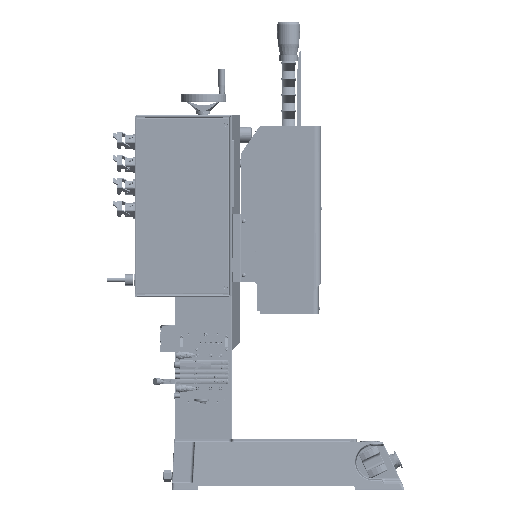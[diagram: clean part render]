
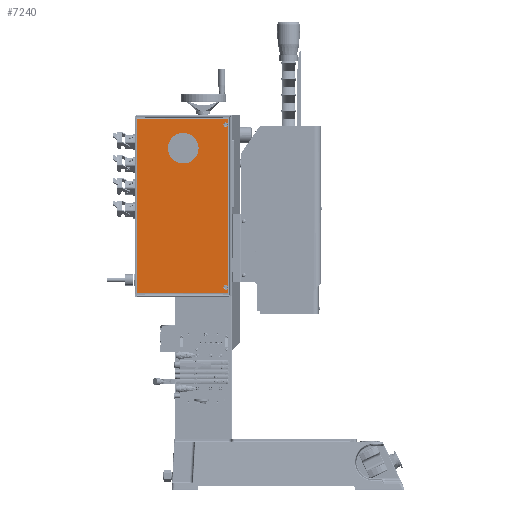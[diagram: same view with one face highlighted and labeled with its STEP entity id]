
A CAD part, left-side view. The second image highlights one B-rep face of the part: STEP entity #7240.
In plain terms, the highlighted planar face has unit normal (-1, 0, 0).
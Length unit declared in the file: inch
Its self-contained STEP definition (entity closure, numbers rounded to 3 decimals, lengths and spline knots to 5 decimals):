
#6331=CARTESIAN_POINT('',(-10.0,7.03766,9.06675));
#6332=VERTEX_POINT('',#6331);
#6339=CARTESIAN_POINT('',(-10.0,7.03625,9.06675));
#6340=VERTEX_POINT('',#6339);
#6341=CARTESIAN_POINT('',(-10.0,15.54946,9.06675));
#6342=DIRECTION('',(-0.0,-1.0,0.0));
#6343=VECTOR('',#6342,1.0);
#6344=LINE('',#6341,#6343);
#6345=EDGE_CURVE('',#6332,#6340,#6344,.T.);
#6409=CARTESIAN_POINT('',(-10.0,15.04575,9.06675));
#6410=VERTEX_POINT('',#6409);
#6420=CARTESIAN_POINT('',(-10.0,15.52946,9.06675));
#6421=DIRECTION('',(-0.0,-1.0,0.0));
#6422=VECTOR('',#6421,1.0);
#6423=LINE('',#6420,#6422);
#6424=EDGE_CURVE('',#6410,#6332,#6423,.T.);
#6517=CARTESIAN_POINT('',(-10.0,7.03625,-6.31034));
#6518=VERTEX_POINT('',#6517);
#6525=CARTESIAN_POINT('',(-10.0,7.03625,-6.31175));
#6526=VERTEX_POINT('',#6525);
#6527=CARTESIAN_POINT('',(-10.0,7.03625,23.72693));
#6528=DIRECTION('',(0.0,0.0,-1.0));
#6529=VECTOR('',#6528,1.0);
#6530=LINE('',#6527,#6529);
#6531=EDGE_CURVE('',#6518,#6526,#6530,.T.);
#6555=CARTESIAN_POINT('',(-10.0,7.03625,9.06534));
#6556=VERTEX_POINT('',#6555);
#6572=CARTESIAN_POINT('',(-10.0,7.03625,17.68693));
#6573=DIRECTION('',(0.0,0.0,-1.0));
#6574=VECTOR('',#6573,1.0);
#6575=LINE('',#6572,#6574);
#6576=EDGE_CURVE('',#6340,#6556,#6575,.T.);
#6603=CARTESIAN_POINT('',(-10.0,7.03625,17.70693));
#6604=DIRECTION('',(0.0,0.0,-1.0));
#6605=VECTOR('',#6604,1.0);
#6606=LINE('',#6603,#6605);
#6607=EDGE_CURVE('',#6556,#6518,#6606,.T.);
#6784=CARTESIAN_POINT('',(-10.0,7.03766,-6.31175));
#6785=VERTEX_POINT('',#6784);
#6801=CARTESIAN_POINT('',(-10.0,15.54946,-6.31175));
#6802=DIRECTION('',(0.0,1.0,0.0));
#6803=VECTOR('',#6802,1.0);
#6804=LINE('',#6801,#6803);
#6805=EDGE_CURVE('',#6526,#6785,#6804,.T.);
#6841=CARTESIAN_POINT('',(-10.0,15.04575,-6.31175));
#6842=VERTEX_POINT('',#6841);
#6843=CARTESIAN_POINT('',(-10.0,15.52946,-6.31175));
#6844=DIRECTION('',(0.0,1.0,0.0));
#6845=VECTOR('',#6844,1.0);
#6846=LINE('',#6843,#6845);
#6847=EDGE_CURVE('',#6785,#6842,#6846,.T.);
#7066=CARTESIAN_POINT('',(-10.0,15.04575,-11.18742));
#7067=DIRECTION('',(0.0,0.0,1.0));
#7068=VECTOR('',#7067,1.0);
#7069=LINE('',#7066,#7068);
#7070=EDGE_CURVE('',#6842,#6410,#7069,.T.);
#7203=ORIENTED_EDGE('',*,*,#7070,.F.);
#7204=ORIENTED_EDGE('',*,*,#6847,.F.);
#7205=ORIENTED_EDGE('',*,*,#6805,.F.);
#7206=ORIENTED_EDGE('',*,*,#6531,.F.);
#7207=ORIENTED_EDGE('',*,*,#6607,.F.);
#7208=ORIENTED_EDGE('',*,*,#6576,.F.);
#7209=ORIENTED_EDGE('',*,*,#6345,.F.);
#7210=ORIENTED_EDGE('',*,*,#6424,.F.);
#7211=EDGE_LOOP('',(#7203,#7204,#7205,#7206,#7207,#7208,#7209,#7210));
#7212=FACE_OUTER_BOUND('',#7211,.T.);
#7213=CARTESIAN_POINT('',(-10.0,7.04225,-5.78325));
#7214=VERTEX_POINT('',#7213);
#7215=CARTESIAN_POINT('',(-10.0,7.24725,-5.78325));
#7216=DIRECTION('',(1.0,-0.0,0.0));
#7217=DIRECTION('',(0.0,1.0,0.0));
#7218=AXIS2_PLACEMENT_3D('',#7215,#7216,#7217);
#7219=CIRCLE('',#7218,0.205);
#7220=EDGE_CURVE('',#7214,#7214,#7219,.T.);
#7221=ORIENTED_EDGE('',*,*,#7220,.T.);
#7222=EDGE_LOOP('',(#7221));
#7223=FACE_BOUND('',#7222,.T.);
#7224=CARTESIAN_POINT('',(-10.0,7.04225,8.53825));
#7225=VERTEX_POINT('',#7224);
#7226=CARTESIAN_POINT('',(-10.0,7.24725,8.53825));
#7227=DIRECTION('',(1.0,-0.0,0.0));
#7228=DIRECTION('',(0.0,1.0,0.0));
#7229=AXIS2_PLACEMENT_3D('',#7226,#7227,#7228);
#7230=CIRCLE('',#7229,0.205);
#7231=EDGE_CURVE('',#7225,#7225,#7230,.T.);
#7232=ORIENTED_EDGE('',*,*,#7231,.T.);
#7233=EDGE_LOOP('',(#7232));
#7234=FACE_BOUND('',#7233,.T.);
#7235=CARTESIAN_POINT('',(-10.0,6.7245,1.50348));
#7236=DIRECTION('',(-1.0,0.0,0.0));
#7237=DIRECTION('',(0.0,0.0,1.0));
#7238=AXIS2_PLACEMENT_3D('',#7235,#7236,#7237);
#7239=PLANE('',#7238);
#7240=ADVANCED_FACE('',(#7212,#7223,#7234),#7239,.T.);
